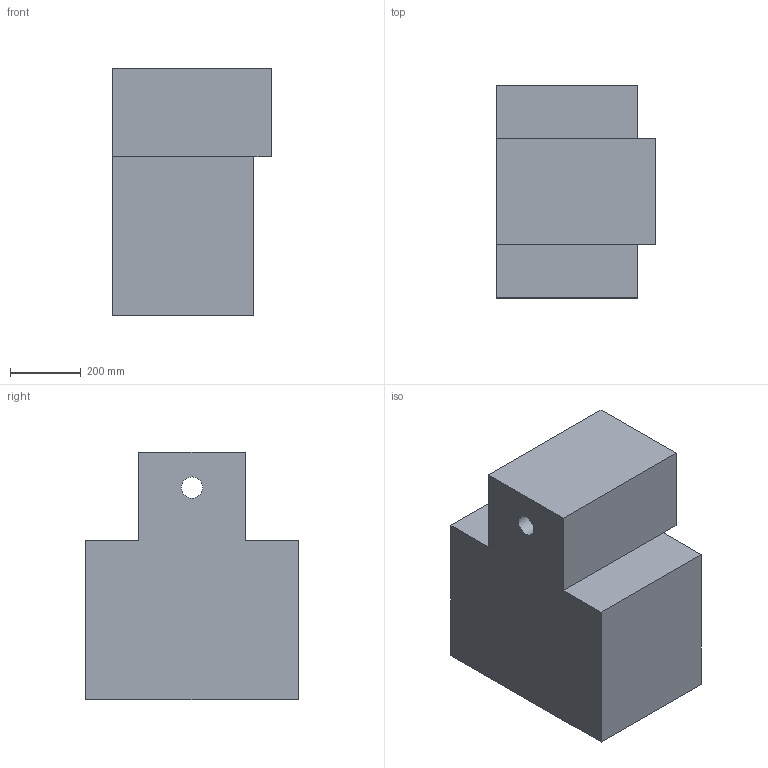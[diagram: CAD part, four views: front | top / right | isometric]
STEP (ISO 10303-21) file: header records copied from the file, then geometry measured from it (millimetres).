
FILE_DESCRIPTION(/* description */ ('Extracted from STEP assembly: asm1_242noPMI.stp'),/* implementation_level */ '2;1');
FILE_NAME(/* name */ 'part__model4',/* time_stamp */ '2018-04-25T18:51:11+08:00',/* author */ (''),/* organization */ (''),/* preprocessor_version */ 'ST-DEVELOPER v15',/* originating_system */ $,/* authorisation */ $);
FILE_SCHEMA (('AP242_MANAGED_MODEL_BASED_3D_ENGINEERING_MIM_LF'));
Length unit declared in the file: millimetre
Products named in the file (1): _model4
Bounding box: 450 x 600 x 700 mm (x, y, z)
Volume: 135455663.8 mm3; surface area: 1969796.5 mm2
Topology: 1 solids, 1 shells, 28 faces, 71 edges, 47 vertices
Faces by surface type: plane 26, cylinder 2
Full cylindrical faces by diameter (mm): 60 x1, 80 x1
Entity records: 835 total; most frequent: CARTESIAN_POINT 143, ORIENTED_EDGE 136, DIRECTION 130, EDGE_CURVE 68, LINE 64, VECTOR 64, VERTEX_POINT 46, EDGE_LOOP 34
